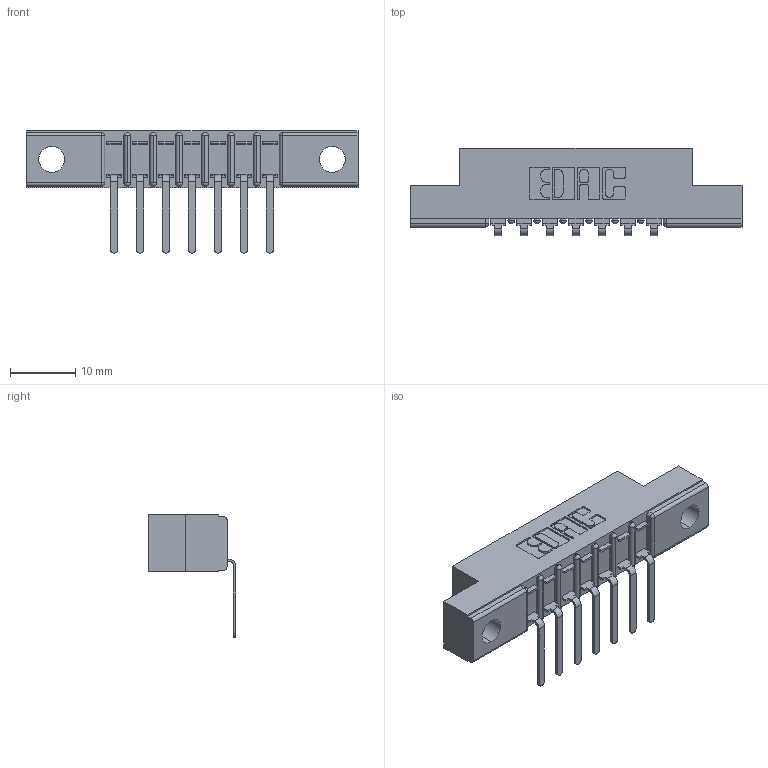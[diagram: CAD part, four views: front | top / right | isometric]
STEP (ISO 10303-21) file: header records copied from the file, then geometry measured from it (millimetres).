
FILE_DESCRIPTION (( 'STEP AP203' ), '1' );
FILE_NAME ('357-007-557-104.STEP', '2018-08-07T00:20:31', ( '' ), ( '' ), 'SwSTEP 2.0', 'SolidWorks 2016', '' );
FILE_SCHEMA (( 'CONFIG_CONTROL_DESIGN' ));
Length unit declared in the file: inch
Products named in the file (3): 307 Part_.156 Dia Mounting Holes; 307-290-002_557; 357-007-557-104
Assembly tree (8 placements, depth 2):
  357-007-557-104
    307 Part_.156 Dia Mounting Holes
    307-290-002_557  x7
Bounding box: 50.75 x 13.32 x 18.67 mm (x, y, z)
Volume: 3255.5 mm3; surface area: 5093.3 mm2
Topology: 8 solids, 8 shells, 686 faces, 2067 edges, 1354 vertices
Faces by surface type: plane 413, cylinder 257, sphere 16
Entity records: 11588 total; most frequent: CARTESIAN_POINT 1954, ORIENTED_EDGE 1942, DIRECTION 1907, EDGE_CURVE 971, LINE 733, VECTOR 733, VERTEX_POINT 634, AXIS2_PLACEMENT_3D 587
